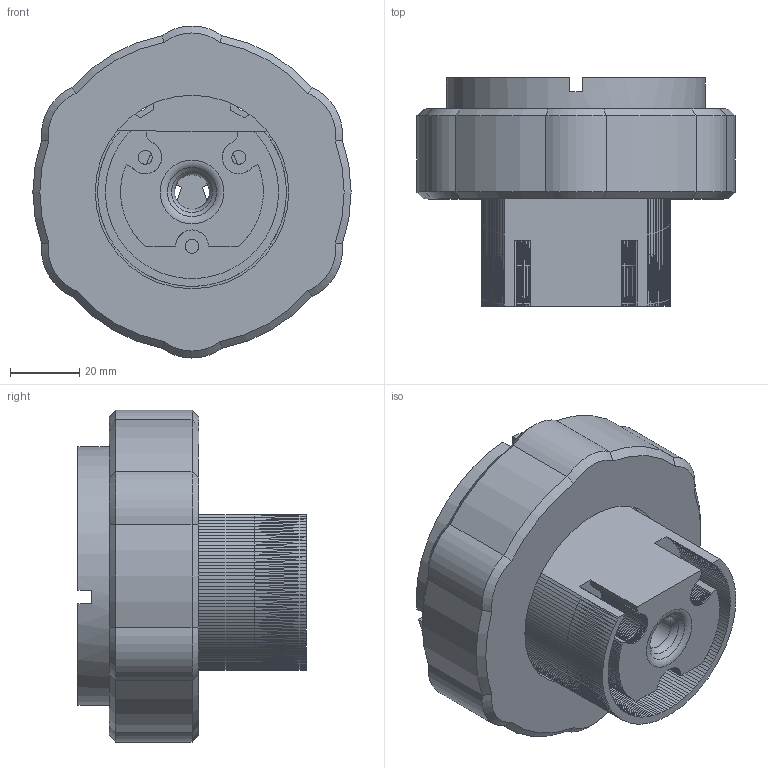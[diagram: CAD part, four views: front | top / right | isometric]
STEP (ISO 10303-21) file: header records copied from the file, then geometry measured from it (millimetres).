
FILE_DESCRIPTION(/* description */ (''),/* implementation_level */ '2;1');
FILE_NAME(/* name */ 'QR HUB v22.step',/* time_stamp */ '2022-08-29T16:39:21+02:00',/* author */ (''),/* organization */ (''),/* preprocessor_version */ 'ST-DEVELOPER v19',/* originating_system */ 'Autodesk Translation Framework v11.7.0.108',/* authorisation */ '');
FILE_SCHEMA (('AUTOMOTIVE_DESIGN { 1 0 10303 214 3 1 1 }'));
Products named in the file (4): QR HUB; QR_BASE; QR_WHEEL; NUT
Assembly tree (3 placements, depth 2):
  QR HUB
    QR_BASE
    QR_WHEEL
    NUT
Bounding box: 92.01 x 66 x 96.01 mm (x, y, z)
Volume: 216495.7 mm3; surface area: 81431.8 mm2
Topology: 3 solids, 3 shells, 2518 faces, 5628 edges, 3127 vertices
Faces by surface type: plane 2395, cylinder 90, cone 27, bspline 4, torus 2
Full cylindrical faces by diameter (mm): 3 x8, 5 x6, 10 x1, 56 x1, 74.905 x2, 76.053 x2, 82.014 x1, 82.55 x3
Entity records: 68675 total; most frequent: CARTESIAN_POINT 13911, ORIENTED_EDGE 11256, DIRECTION 10806, EDGE_CURVE 5628, LINE 5334, VECTOR 5334, VERTEX_POINT 3127, AXIS2_PLACEMENT_3D 2736
